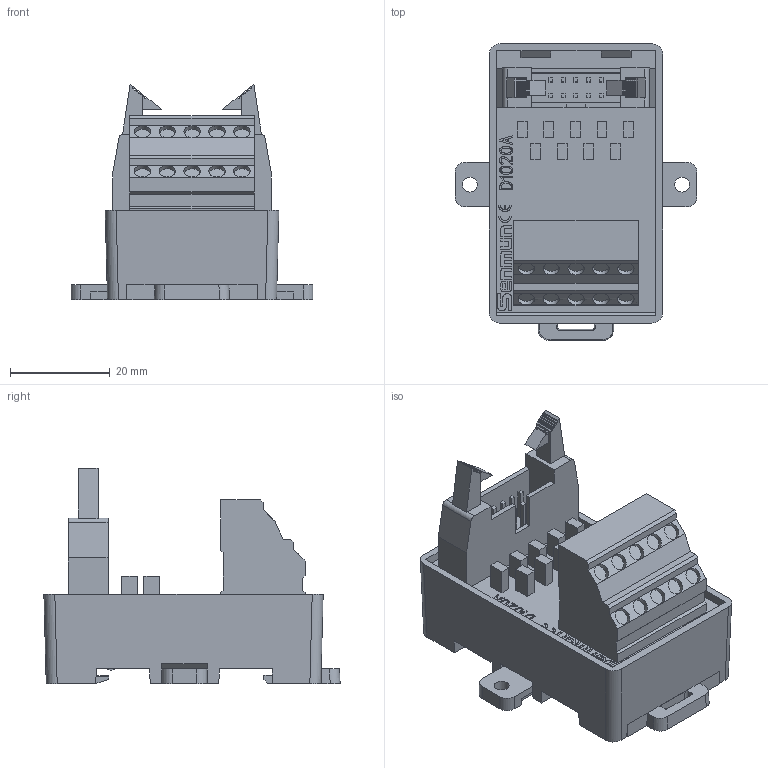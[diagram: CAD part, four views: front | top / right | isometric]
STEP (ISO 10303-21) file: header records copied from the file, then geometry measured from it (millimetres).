
FILE_DESCRIPTION(/* description */ (''),/* implementation_level */ '2;1');
FILE_NAME(/* name */ '1.stp',/* time_stamp */ '2024-08-15T16:40:24+08:00',/* author */ (''),/* organization */ (''),/* preprocessor_version */ 'ST-DEVELOPER v14',/* originating_system */ 'SIEMENS PLM Software NX 8.0',/* authorisation */ '');
FILE_SCHEMA (('AUTOMOTIVE_DESIGN { 1 0 10303 214 3 1 1 1 }'));
Length unit declared in the file: millimetre
Products named in the file (1): Admi481C6D408h8n
Bounding box: 48.6 x 59.51 x 43.25 mm (x, y, z)
Volume: 39740.2 mm3; surface area: 13826 mm2
Topology: 3 solids, 3 shells, 605 faces, 1599 edges, 1061 vertices
Faces by surface type: plane 531, cylinder 53, extrusion 11, bspline 10
Full cylindrical faces by diameter (mm): 3 x2, 3.3 x10
Entity records: 21088 total; most frequent: CARTESIAN_POINT 4986, ORIENTED_EDGE 3156, DIRECTION 2759, EDGE_CURVE 1578, VECTOR 1385, LINE 1374, VERTEX_POINT 1056, EDGE_LOOP 692
